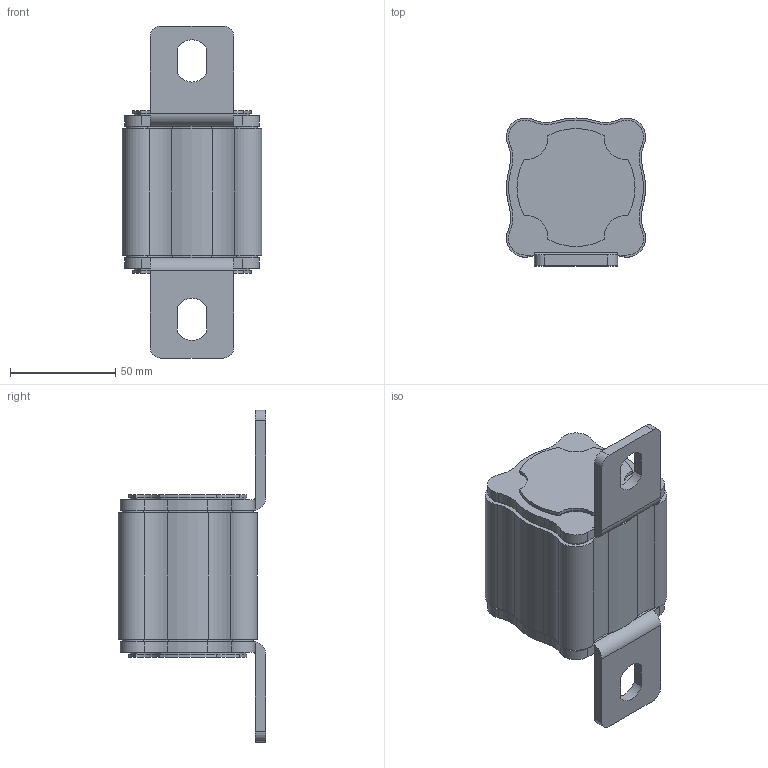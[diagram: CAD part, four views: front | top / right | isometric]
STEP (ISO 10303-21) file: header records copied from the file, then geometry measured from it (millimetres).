
FILE_DESCRIPTION(/* description */ (''),/* implementation_level */ '2;1');
FILE_NAME(/* name */ 'RS0-600.prt.stp',/* time_stamp */ '2025-03-28T14:31:18+08:00',/* author */ (''),/* organization */ (''),/* preprocessor_version */ 'ST-DEVELOPER v16',/* originating_system */ 'SIEMENS PLM Software NX 10.0',/* authorisation */ '');
FILE_SCHEMA (('CONFIG_CONTROL_DESIGN'));
Length unit declared in the file: millimetre
Products named in the file (1): RS0-600
Bounding box: 66 x 70 x 157.4 mm (x, y, z)
Volume: 318769.8 mm3; surface area: 36450.7 mm2
Topology: 1 solids, 1 shells, 150 faces, 420 edges, 278 vertices
Faces by surface type: cylinder 118, plane 32
Entity records: 5054 total; most frequent: DIRECTION 960, CARTESIAN_POINT 861, ORIENTED_EDGE 840, EDGE_CURVE 420, AXIS2_PLACEMENT_3D 393, VERTEX_POINT 278, CIRCLE 242, LINE 174
